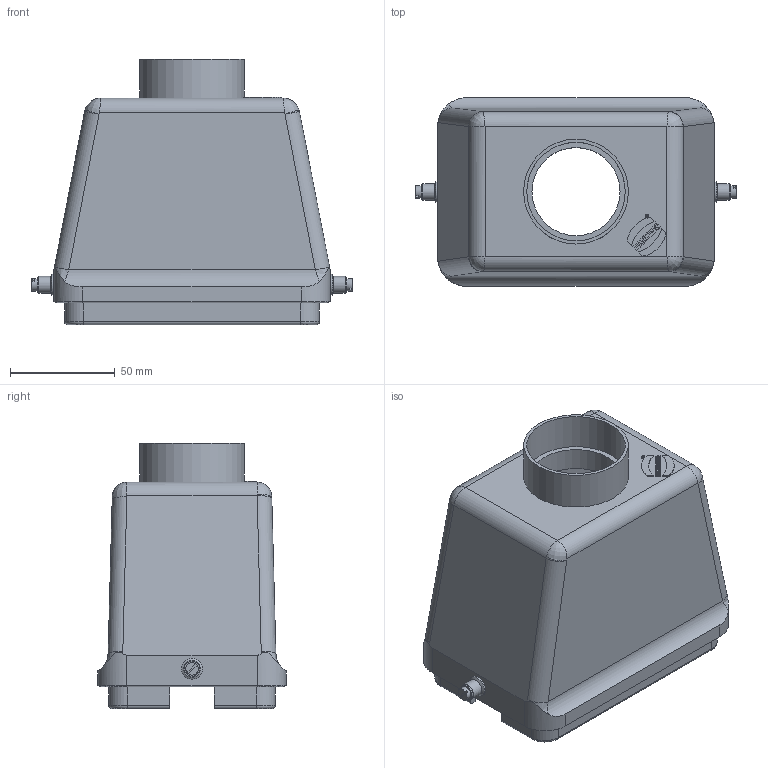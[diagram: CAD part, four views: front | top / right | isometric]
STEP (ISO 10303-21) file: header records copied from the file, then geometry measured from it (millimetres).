
FILE_DESCRIPTION(/* description */ (''),/* implementation_level */ '2;1');
FILE_NAME(/* name */ '100537534ugm000_b.stp',/* time_stamp */ '2019-07-31T14:15:33+02:00',/* author */ (''),/* organization */ (''),/* preprocessor_version */ 'ST-DEVELOPER v16.7',/* originating_system */ 'SIEMENS PLM Software NX 12.0',/* authorisation */ '');
FILE_SCHEMA (('AUTOMOTIVE_DESIGN { 1 0 10303 214 3 1 1 1 }'));
Length unit declared in the file: millimetre
Products named in the file (1): 100537534ugm000_b
Bounding box: 153 x 90 x 126.5 mm (x, y, z)
Volume: 271924.2 mm3; surface area: 99807.9 mm2
Topology: 1 solids, 3 shells, 357 faces, 915 edges, 584 vertices
Faces by surface type: plane 191, cylinder 107, bspline 49, cone 10
Full cylindrical faces by diameter (mm): 1.12 x1, 1.57 x1, 3 x8, 3.2 x2, 5 x2, 6 x2, 7.3 x2, 8 x2, 10 x2, 42 x1, 47 x2, 50 x1
Entity records: 15730 total; most frequent: CARTESIAN_POINT 5358, ORIENTED_EDGE 1674, DIRECTION 1414, EDGE_CURVE 837, VERTEX_POINT 557, LINE 534, VECTOR 534, AXIS2_PLACEMENT_3D 440
